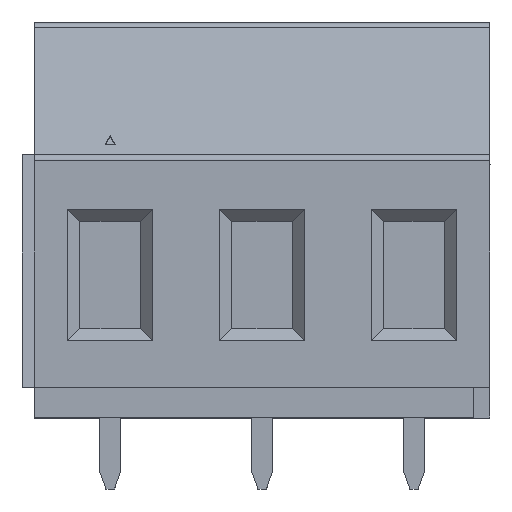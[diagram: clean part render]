
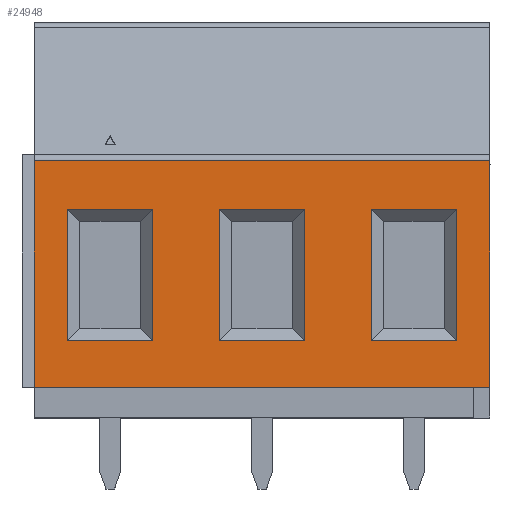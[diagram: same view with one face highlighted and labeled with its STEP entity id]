
A CAD part, top view. The second image highlights one B-rep face of the part: STEP entity #24948.
In plain terms, the highlighted planar face has unit normal (0, 0, 1).
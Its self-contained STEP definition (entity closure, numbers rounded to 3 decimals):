
#5 = DIRECTION ( 'NONE',  ( 0., -1., 0. ) ) ;
#54 = LINE ( 'NONE', #16896, #24865 ) ;
#318 = CARTESIAN_POINT ( 'NONE',  ( 9.15, 0., 10.5 ) ) ;
#511 = FACE_BOUND ( 'NONE', #21337, .T. ) ;
#636 = CARTESIAN_POINT ( 'NONE',  ( 0., 10.3, 10.5 ) ) ;
#1043 = CARTESIAN_POINT ( 'NONE',  ( 5.85, 10.3, 10.5 ) ) ;
#1145 = EDGE_CURVE ( 'NONE', #26564, #5895, #14704, .T. ) ;
#1178 = VECTOR ( 'NONE', #12061, 1000. ) ;
#1251 = CARTESIAN_POINT ( 'NONE',  ( 16.65, 3.8, 10.5 ) ) ;
#1274 = VERTEX_POINT ( 'NONE', #1251 ) ;
#1400 = LINE ( 'NONE', #22079, #1178 ) ;
#1761 = EDGE_CURVE ( 'NONE', #1274, #25080, #22111, .T. ) ;
#2129 = CARTESIAN_POINT ( 'NONE',  ( 0., 19.5, 10.5 ) ) ;
#2272 = LINE ( 'NONE', #14771, #19122 ) ;
#2363 = VECTOR ( 'NONE', #22854, 1000. ) ;
#2539 = DIRECTION ( 'NONE',  ( 0., 0., -1. ) ) ;
#2726 = CARTESIAN_POINT ( 'NONE',  ( 1.65, 10.3, 10.5 ) ) ;
#2813 = CARTESIAN_POINT ( 'NONE',  ( 0., 1.5, 10.5 ) ) ;
#2916 = DIRECTION ( 'NONE',  ( 0., -1., 0. ) ) ;
#3132 = EDGE_LOOP ( 'NONE', ( #26315, #14969, #12238, #11953 ) ) ;
#3330 = ORIENTED_EDGE ( 'NONE', *, *, #1761, .F. ) ;
#3445 = CARTESIAN_POINT ( 'NONE',  ( 16.65, 10.3, 10.5 ) ) ;
#3623 = ORIENTED_EDGE ( 'NONE', *, *, #10027, .T. ) ;
#4127 = DIRECTION ( 'NONE',  ( 0., -1., 0. ) ) ;
#4166 = LINE ( 'NONE', #2129, #15567 ) ;
#4298 = CARTESIAN_POINT ( 'NONE',  ( 20.85, 3.8, 10.5 ) ) ;
#4715 = LINE ( 'NONE', #6775, #26027 ) ;
#4815 = LINE ( 'NONE', #6873, #21393 ) ;
#4878 = DIRECTION ( 'NONE',  ( 1., 0., 0. ) ) ;
#5223 = VERTEX_POINT ( 'NONE', #7629 ) ;
#5530 = VECTOR ( 'NONE', #6646, 1000. ) ;
#5602 = CARTESIAN_POINT ( 'NONE',  ( 13.35, 3.8, 10.5 ) ) ;
#5617 = EDGE_CURVE ( 'NONE', #13353, #12036, #6725, .T. ) ;
#5730 = CARTESIAN_POINT ( 'NONE',  ( 0., 12.7, 10.5 ) ) ;
#5895 = VERTEX_POINT ( 'NONE', #16138 ) ;
#6155 = LINE ( 'NONE', #20842, #22125 ) ;
#6646 = DIRECTION ( 'NONE',  ( 0., -1., 0. ) ) ;
#6725 = LINE ( 'NONE', #25478, #15028 ) ;
#6731 = DIRECTION ( 'NONE',  ( -1., 0., 0. ) ) ;
#6775 = CARTESIAN_POINT ( 'NONE',  ( 13.35, 0., 10.5 ) ) ;
#6873 = CARTESIAN_POINT ( 'NONE',  ( 0., 1.5, 10.5 ) ) ;
#6915 = CARTESIAN_POINT ( 'NONE',  ( 16.65, 0., 10.5 ) ) ;
#7060 = FACE_BOUND ( 'NONE', #3132, .T. ) ;
#7606 = ORIENTED_EDGE ( 'NONE', *, *, #12224, .T. ) ;
#7629 = CARTESIAN_POINT ( 'NONE',  ( 1.65, 3.8, 10.5 ) ) ;
#8359 = DIRECTION ( 'NONE',  ( 0., -1., 0. ) ) ;
#8427 = VECTOR ( 'NONE', #19549, 1000. ) ;
#8457 = LINE ( 'NONE', #14518, #2363 ) ;
#8582 = CARTESIAN_POINT ( 'NONE',  ( 22.5, 12.7, 10.5 ) ) ;
#8730 = CARTESIAN_POINT ( 'NONE',  ( 9.15, 3.8, 10.5 ) ) ;
#8832 = FACE_BOUND ( 'NONE', #11869, .T. ) ;
#9009 = VECTOR ( 'NONE', #19849, 1000. ) ;
#9415 = VECTOR ( 'NONE', #8359, 1000. ) ;
#9509 = CARTESIAN_POINT ( 'NONE',  ( 9.15, 10.3, 10.5 ) ) ;
#9852 = CARTESIAN_POINT ( 'NONE',  ( 22.5, 1.5, 10.5 ) ) ;
#10027 = EDGE_CURVE ( 'NONE', #10840, #15391, #54, .T. ) ;
#10501 = DIRECTION ( 'NONE',  ( 0., -1., 0. ) ) ;
#10558 = EDGE_CURVE ( 'NONE', #5223, #15391, #2272, .T. ) ;
#10573 = CARTESIAN_POINT ( 'NONE',  ( 1.65, 0., 10.5 ) ) ;
#10623 = LINE ( 'NONE', #6915, #5530 ) ;
#10741 = CARTESIAN_POINT ( 'NONE',  ( 5.85, 3.8, 10.5 ) ) ;
#10840 = VERTEX_POINT ( 'NONE', #1043 ) ;
#11020 = EDGE_CURVE ( 'NONE', #13353, #1274, #10623, .T. ) ;
#11271 = VERTEX_POINT ( 'NONE', #8730 ) ;
#11433 = FACE_OUTER_BOUND ( 'NONE', #17102, .T. ) ;
#11624 = VECTOR ( 'NONE', #19099, 1000. ) ;
#11859 = ORIENTED_EDGE ( 'NONE', *, *, #24213, .T. ) ;
#11869 = EDGE_LOOP ( 'NONE', ( #12905, #12132, #19655, #3330 ) ) ;
#11888 = VERTEX_POINT ( 'NONE', #2726 ) ;
#11953 = ORIENTED_EDGE ( 'NONE', *, *, #20051, .F. ) ;
#12036 = VERTEX_POINT ( 'NONE', #18235 ) ;
#12061 = DIRECTION ( 'NONE',  ( 0., -1., 0. ) ) ;
#12113 = VERTEX_POINT ( 'NONE', #9852 ) ;
#12132 = ORIENTED_EDGE ( 'NONE', *, *, #5617, .T. ) ;
#12224 = EDGE_CURVE ( 'NONE', #26294, #15138, #15342, .T. ) ;
#12238 = ORIENTED_EDGE ( 'NONE', *, *, #16931, .T. ) ;
#12796 = VERTEX_POINT ( 'NONE', #2813 ) ;
#12905 = ORIENTED_EDGE ( 'NONE', *, *, #11020, .F. ) ;
#13353 = VERTEX_POINT ( 'NONE', #3445 ) ;
#13402 = VECTOR ( 'NONE', #22893, 1000. ) ;
#13505 = ORIENTED_EDGE ( 'NONE', *, *, #16352, .F. ) ;
#14518 = CARTESIAN_POINT ( 'NONE',  ( 7.5, 3.8, 10.5 ) ) ;
#14686 = LINE ( 'NONE', #10573, #9415 ) ;
#14704 = LINE ( 'NONE', #22770, #13402 ) ;
#14771 = CARTESIAN_POINT ( 'NONE',  ( 0., 3.8, 10.5 ) ) ;
#14969 = ORIENTED_EDGE ( 'NONE', *, *, #1145, .T. ) ;
#15028 = VECTOR ( 'NONE', #22313, 1000. ) ;
#15138 = VERTEX_POINT ( 'NONE', #5730 ) ;
#15253 = LINE ( 'NONE', #318, #11624 ) ;
#15342 = LINE ( 'NONE', #19328, #9009 ) ;
#15391 = VERTEX_POINT ( 'NONE', #10741 ) ;
#15437 = PLANE ( 'NONE',  #19925 ) ;
#15567 = VECTOR ( 'NONE', #10501, 1000. ) ;
#15862 = VERTEX_POINT ( 'NONE', #5602 ) ;
#15945 = CARTESIAN_POINT ( 'NONE',  ( 15., 3.8, 10.5 ) ) ;
#16138 = CARTESIAN_POINT ( 'NONE',  ( 13.35, 10.3, 10.5 ) ) ;
#16352 = EDGE_CURVE ( 'NONE', #12113, #12796, #4815, .T. ) ;
#16896 = CARTESIAN_POINT ( 'NONE',  ( 5.85, 0., 10.5 ) ) ;
#16931 = EDGE_CURVE ( 'NONE', #5895, #15862, #4715, .T. ) ;
#16985 = ORIENTED_EDGE ( 'NONE', *, *, #21997, .T. ) ;
#17094 = CARTESIAN_POINT ( 'NONE',  ( 0., 19.5, 10.5 ) ) ;
#17102 = EDGE_LOOP ( 'NONE', ( #18066, #7606, #16985, #13505 ) ) ;
#17103 = ORIENTED_EDGE ( 'NONE', *, *, #18810, .F. ) ;
#18066 = ORIENTED_EDGE ( 'NONE', *, *, #19112, .F. ) ;
#18235 = CARTESIAN_POINT ( 'NONE',  ( 20.85, 10.3, 10.5 ) ) ;
#18810 = EDGE_CURVE ( 'NONE', #11888, #5223, #14686, .T. ) ;
#19099 = DIRECTION ( 'NONE',  ( 0., -1., 0. ) ) ;
#19112 = EDGE_CURVE ( 'NONE', #26294, #12113, #6155, .T. ) ;
#19122 = VECTOR ( 'NONE', #4878, 1000. ) ;
#19328 = CARTESIAN_POINT ( 'NONE',  ( 0., 12.7, 10.5 ) ) ;
#19549 = DIRECTION ( 'NONE',  ( 1., 0., 0. ) ) ;
#19655 = ORIENTED_EDGE ( 'NONE', *, *, #26740, .T. ) ;
#19687 = DIRECTION ( 'NONE',  ( -1., 0., 0. ) ) ;
#19849 = DIRECTION ( 'NONE',  ( -1., 0., 0. ) ) ;
#19925 = AXIS2_PLACEMENT_3D ( 'NONE', #17094, #2539, #19687 ) ;
#20051 = EDGE_CURVE ( 'NONE', #11271, #15862, #8457, .T. ) ;
#20842 = CARTESIAN_POINT ( 'NONE',  ( 22.5, 19.5, 10.5 ) ) ;
#21337 = EDGE_LOOP ( 'NONE', ( #17103, #11859, #3623, #24716 ) ) ;
#21393 = VECTOR ( 'NONE', #6731, 1000. ) ;
#21997 = EDGE_CURVE ( 'NONE', #15138, #12796, #4166, .T. ) ;
#22079 = CARTESIAN_POINT ( 'NONE',  ( 20.85, 0., 10.5 ) ) ;
#22111 = LINE ( 'NONE', #15945, #25251 ) ;
#22125 = VECTOR ( 'NONE', #5, 1000. ) ;
#22313 = DIRECTION ( 'NONE',  ( 1., 0., 0. ) ) ;
#22770 = CARTESIAN_POINT ( 'NONE',  ( 7.5, 10.3, 10.5 ) ) ;
#22854 = DIRECTION ( 'NONE',  ( 1., 0., 0. ) ) ;
#22893 = DIRECTION ( 'NONE',  ( 1., 0., 0. ) ) ;
#23750 = LINE ( 'NONE', #636, #8427 ) ;
#24213 = EDGE_CURVE ( 'NONE', #11888, #10840, #23750, .T. ) ;
#24295 = DIRECTION ( 'NONE',  ( 1., 0., 0. ) ) ;
#24716 = ORIENTED_EDGE ( 'NONE', *, *, #10558, .F. ) ;
#24865 = VECTOR ( 'NONE', #4127, 1000. ) ;
#24948 = ADVANCED_FACE ( 'NONE', ( #7060, #511, #11433, #8832 ), #15437, .F. ) ;
#25080 = VERTEX_POINT ( 'NONE', #4298 ) ;
#25251 = VECTOR ( 'NONE', #24295, 1000. ) ;
#25478 = CARTESIAN_POINT ( 'NONE',  ( 15., 10.3, 10.5 ) ) ;
#25756 = EDGE_CURVE ( 'NONE', #26564, #11271, #15253, .T. ) ;
#26027 = VECTOR ( 'NONE', #2916, 1000. ) ;
#26294 = VERTEX_POINT ( 'NONE', #8582 ) ;
#26315 = ORIENTED_EDGE ( 'NONE', *, *, #25756, .F. ) ;
#26564 = VERTEX_POINT ( 'NONE', #9509 ) ;
#26740 = EDGE_CURVE ( 'NONE', #12036, #25080, #1400, .T. ) ;
